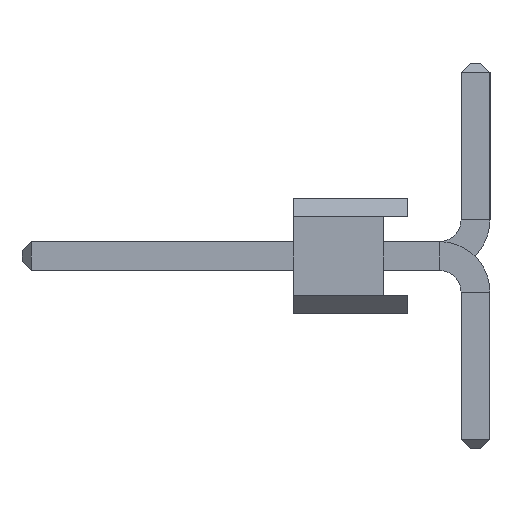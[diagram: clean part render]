
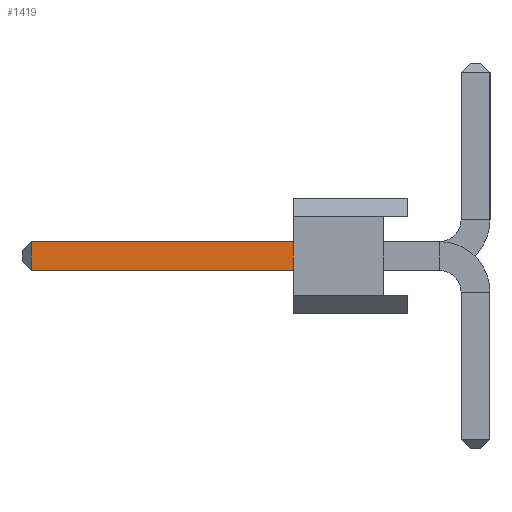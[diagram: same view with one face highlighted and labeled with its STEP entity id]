
A CAD part, left-side view. The second image highlights one B-rep face of the part: STEP entity #1419.
In plain terms, the highlighted planar face has unit normal (-1, 0, 0).
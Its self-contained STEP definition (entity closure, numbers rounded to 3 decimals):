
#45 = DIRECTION ( 'NONE',  ( 0., 1., 0. ) ) ;
#56 = CARTESIAN_POINT ( 'NONE',  ( -0.32, 8.34, 0.32 ) ) ;
#135 = CARTESIAN_POINT ( 'NONE',  ( -0.32, -0.7, 0.32 ) ) ;
#206 = CARTESIAN_POINT ( 'NONE',  ( -0.32, 8.34, -0.32 ) ) ;
#215 = DIRECTION ( 'NONE',  ( -1., 0., 0. ) ) ;
#285 = LINE ( 'NONE', #135, #781 ) ;
#311 = ORIENTED_EDGE ( 'NONE', *, *, #1404, .F. ) ;
#368 = DIRECTION ( 'NONE',  ( 0., 0., 1. ) ) ;
#417 = VECTOR ( 'NONE', #450, 1000. ) ;
#450 = DIRECTION ( 'NONE',  ( 0., 0., -1. ) ) ;
#583 = CARTESIAN_POINT ( 'NONE',  ( -0.32, 8.34, -0.32 ) ) ;
#684 = EDGE_CURVE ( 'NONE', #1987, #1465, #285, .T. ) ;
#781 = VECTOR ( 'NONE', #1707, 1000. ) ;
#810 = ORIENTED_EDGE ( 'NONE', *, *, #684, .T. ) ;
#850 = LINE ( 'NONE', #1316, #417 ) ;
#853 = CARTESIAN_POINT ( 'NONE',  ( -0.32, -0.7, -0.32 ) ) ;
#893 = VECTOR ( 'NONE', #45, 1000. ) ;
#907 = DIRECTION ( 'NONE',  ( 0., 0., -1. ) ) ;
#1078 = FACE_OUTER_BOUND ( 'NONE', #1530, .T. ) ;
#1166 = PLANE ( 'NONE',  #1434 ) ;
#1194 = CARTESIAN_POINT ( 'NONE',  ( -0.32, 2.54, 0.32 ) ) ;
#1195 = EDGE_CURVE ( 'NONE', #1250, #1525, #1205, .T. ) ;
#1205 = LINE ( 'NONE', #1299, #893 ) ;
#1250 = VERTEX_POINT ( 'NONE', #1582 ) ;
#1299 = CARTESIAN_POINT ( 'NONE',  ( -0.32, -0.7, -0.32 ) ) ;
#1300 = ORIENTED_EDGE ( 'NONE', *, *, #1831, .T. ) ;
#1316 = CARTESIAN_POINT ( 'NONE',  ( -0.32, 2.54, 0. ) ) ;
#1404 = EDGE_CURVE ( 'NONE', #1987, #1250, #850, .T. ) ;
#1419 = ADVANCED_FACE ( 'NONE', ( #1078 ), #1166, .T. ) ;
#1434 = AXIS2_PLACEMENT_3D ( 'NONE', #853, #215, #368 ) ;
#1465 = VERTEX_POINT ( 'NONE', #56 ) ;
#1486 = ORIENTED_EDGE ( 'NONE', *, *, #1195, .F. ) ;
#1525 = VERTEX_POINT ( 'NONE', #206 ) ;
#1530 = EDGE_LOOP ( 'NONE', ( #810, #1300, #1486, #311 ) ) ;
#1582 = CARTESIAN_POINT ( 'NONE',  ( -0.32, 2.54, -0.32 ) ) ;
#1707 = DIRECTION ( 'NONE',  ( 0., 1., 0. ) ) ;
#1831 = EDGE_CURVE ( 'NONE', #1465, #1525, #1840, .T. ) ;
#1840 = LINE ( 'NONE', #583, #1992 ) ;
#1987 = VERTEX_POINT ( 'NONE', #1194 ) ;
#1992 = VECTOR ( 'NONE', #907, 1000. ) ;
